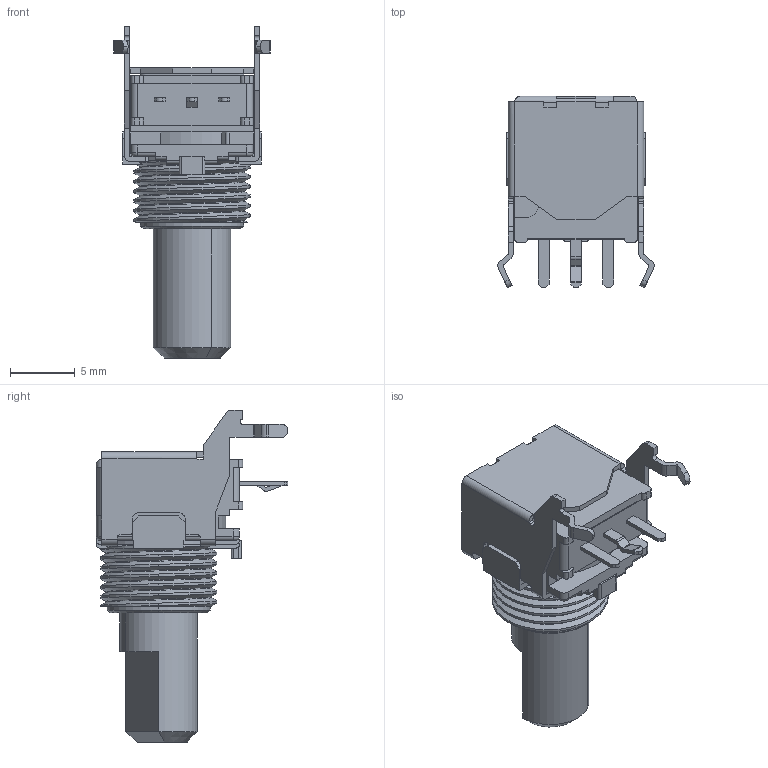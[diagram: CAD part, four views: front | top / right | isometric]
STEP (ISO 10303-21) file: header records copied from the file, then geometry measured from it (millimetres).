
FILE_DESCRIPTION(('STEP AP242'),'1');
FILE_NAME('rk09l1120a2s.stp','2021-01-23T09:13:39',('TraceParts'),('TraceParts S.A.'),'Spatial InterOp 3D',' ',' ');
FILE_SCHEMA(('AP242_MANAGED_MODEL_BASED_3D_ENGINEERING_MIM_LF {1 0 10303 442 1 1 4}'));
Length unit declared in the file: millimetre
Products named in the file (1): rk09l1120a2s
Bounding box: 12.1 x 14.85 x 25.7 mm (x, y, z)
Volume: 1306.4 mm3; surface area: 1404.2 mm2
Topology: 1 solids, 1 shells, 404 faces, 1178 edges, 769 vertices
Faces by surface type: plane 224, cylinder 157, bspline 9, cone 8, torus 6
Entity records: 17802 total; most frequent: CARTESIAN_POINT 3756, ORIENTED_EDGE 2356, DIRECTION 2216, EDGE_CURVE 1178, VERTEX_POINT 769, LINE 768, VECTOR 768, AXIS2_PLACEMENT_3D 724
